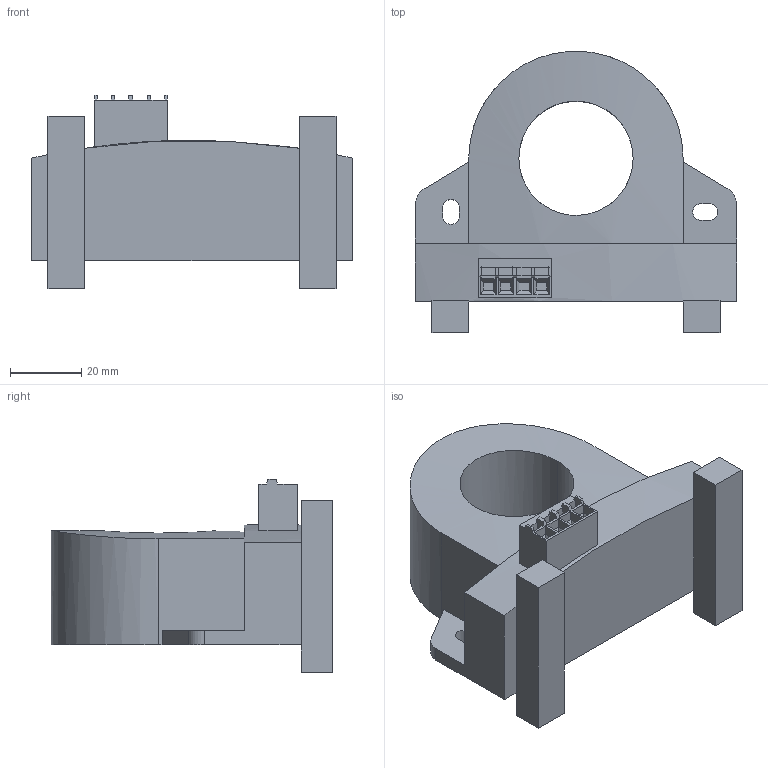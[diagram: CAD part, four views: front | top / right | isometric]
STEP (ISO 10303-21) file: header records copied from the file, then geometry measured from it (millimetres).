
FILE_DESCRIPTION(('SolidDesigner STEP Export'),'2;1');
FILE_NAME('2308072_MCR_SL_CUC_400_I-select.stp','2010-09-22T15:11:44',(''),(''),'CoCreate Modeling STEP processor for AP214 (Solid Model)','CoCreate Modeling 16.00A 16-Aug-2008 (C) Parametric Technology GmbH','');
FILE_SCHEMA(('AUTOMOTIVE_DESIGN { 1 0 10303 214 1 1 1 1 }'));
Length unit declared in the file: millimetre
Products named in the file (2): 2308072_MCR_SL_CUC_400_I-select
Assembly tree (1 placements, depth 2):
  2308072_MCR_SL_CUC_400_I-select
    2308072_MCR_SL_CUC_400_I-select
Bounding box: 90 x 78.8 x 54.09 mm (x, y, z)
Volume: 122901.7 mm3; surface area: 24534 mm2
Topology: 1 solids, 1 shells, 136 faces, 358 edges, 231 vertices
Faces by surface type: plane 115, cylinder 21
Entity records: 5768 total; most frequent: CARTESIAN_POINT 1680, ORIENTED_EDGE 716, DIRECTION 614, EDGE_CURVE 358, VECTOR 298, LINE 298, VERTEX_POINT 231, AXIS2_PLACEMENT_3D 158
